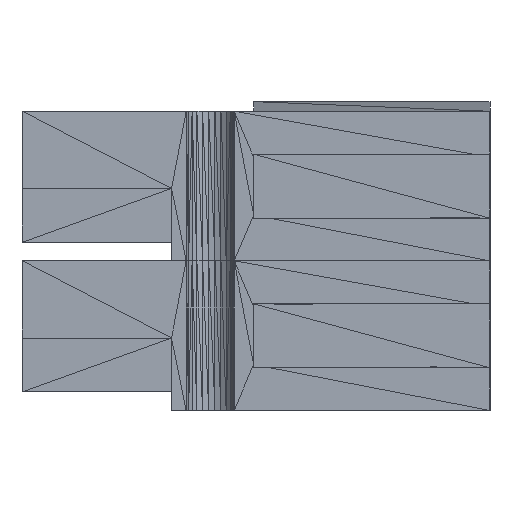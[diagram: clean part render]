
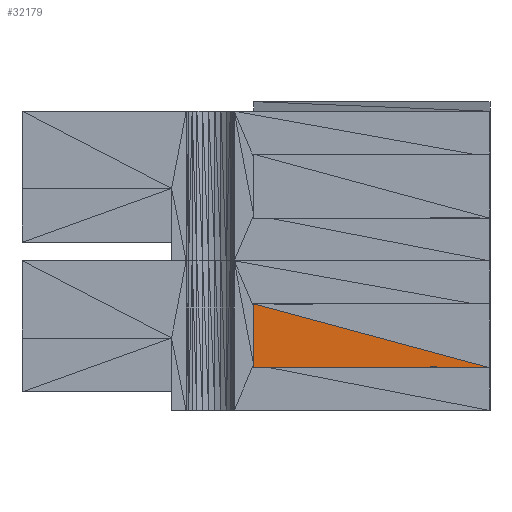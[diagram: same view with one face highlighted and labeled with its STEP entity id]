
A CAD part, left-side view. The second image highlights one B-rep face of the part: STEP entity #32179.
In plain terms, the highlighted planar face has unit normal (-1, 0, 0).
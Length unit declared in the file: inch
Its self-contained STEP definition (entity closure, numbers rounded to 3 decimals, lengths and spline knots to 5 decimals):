
#1843=FACE_OUTER_BOUND('',#3955,.T.);
#3955=EDGE_LOOP('',(#26253,#26254,#26255));
#7680=LINE('',#51413,#12480);
#7683=LINE('',#51419,#12483);
#7684=LINE('',#51420,#12484);
#12480=VECTOR('',#41695,0.3937);
#12483=VECTOR('',#41700,0.3937);
#12484=VECTOR('',#41701,0.3937);
#16358=VERTEX_POINT('',#51411);
#16359=VERTEX_POINT('',#51412);
#16361=VERTEX_POINT('',#51418);
#20528=EDGE_CURVE('',#16358,#16359,#7680,.T.);
#20531=EDGE_CURVE('',#16358,#16361,#7683,.T.);
#20532=EDGE_CURVE('',#16359,#16361,#7684,.T.);
#26253=ORIENTED_EDGE('',*,*,#20528,.F.);
#26254=ORIENTED_EDGE('',*,*,#20531,.T.);
#26255=ORIENTED_EDGE('',*,*,#20532,.F.);
#30067=PLANE('',#35440);
#32179=ADVANCED_FACE('',(#1843),#30067,.T.);
#35440=AXIS2_PLACEMENT_3D('',#51417,#41698,#41699);
#41695=DIRECTION('',(0.,-0.965,-0.261));
#41698=DIRECTION('center_axis',(-1.,0.,0.));
#41699=DIRECTION('ref_axis',(0.,0.,1.));
#41700=DIRECTION('',(0.,0.,-1.));
#41701=DIRECTION('',(0.,1.,0.));
#51411=CARTESIAN_POINT('',(-0.02,0.49,-0.08897));
#51412=CARTESIAN_POINT('',(-0.02,0.,-0.2215));
#51413=CARTESIAN_POINT('',(-0.02,0.49,-0.08897));
#51417=CARTESIAN_POINT('Origin',(-0.02,0.49,
-0.2215));
#51418=CARTESIAN_POINT('',(-0.02,0.49,-0.2215));
#51419=CARTESIAN_POINT('',(-0.02,0.49,-0.08897));
#51420=CARTESIAN_POINT('',(-0.02,0.,-0.2215));
